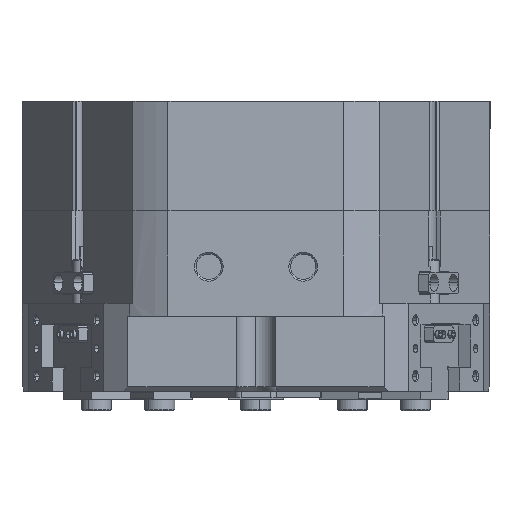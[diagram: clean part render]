
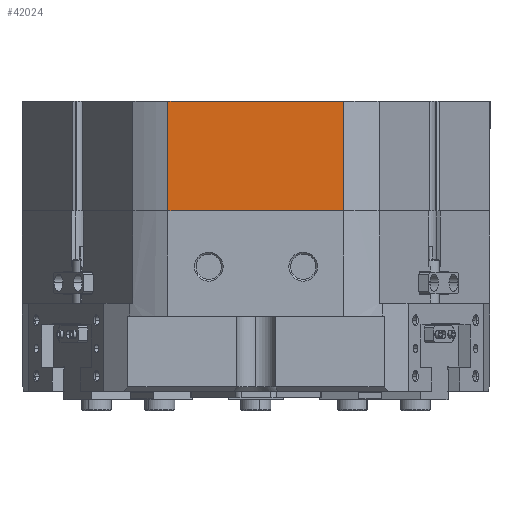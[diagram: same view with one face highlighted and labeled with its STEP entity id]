
A CAD part, left-side view. The second image highlights one B-rep face of the part: STEP entity #42024.
In plain terms, the highlighted face is planar.
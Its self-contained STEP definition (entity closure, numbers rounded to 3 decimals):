
#1666 = DIRECTION ( 'NONE',  ( 0., 0., 1. ) ) ;
#3316 = ORIENTED_EDGE ( 'NONE', *, *, #3444, .T. ) ;
#3444 = EDGE_CURVE ( 'NONE', #26395, #11883, #27568, .T. ) ;
#5179 = CARTESIAN_POINT ( 'NONE',  ( -40.988, 101., -1. ) ) ;
#9619 = CARTESIAN_POINT ( 'NONE',  ( 55.223, 101., 50.001 ) ) ;
#10318 = CARTESIAN_POINT ( 'NONE',  ( 40.988, 101., 50. ) ) ;
#10383 = VECTOR ( 'NONE', #15415, 1000. ) ;
#10860 = LINE ( 'NONE', #11696, #41501 ) ;
#11696 = CARTESIAN_POINT ( 'NONE',  ( 55.223, 101., 50. ) ) ;
#11883 = VERTEX_POINT ( 'NONE', #26718 ) ;
#12081 = LINE ( 'NONE', #22228, #32186 ) ;
#12745 = CARTESIAN_POINT ( 'NONE',  ( -40.988, 101., -1. ) ) ;
#12754 = DIRECTION ( 'NONE',  ( 0., -1., 0. ) ) ;
#15273 = DIRECTION ( 'NONE',  ( -1., 0., 0. ) ) ;
#15415 = DIRECTION ( 'NONE',  ( 1., 0., 0. ) ) ;
#16740 = EDGE_CURVE ( 'NONE', #38200, #11883, #40977, .T. ) ;
#22228 = CARTESIAN_POINT ( 'NONE',  ( -40.988, 101., 50. ) ) ;
#24318 = EDGE_LOOP ( 'NONE', ( #41880, #31024, #3316, #35162 ) ) ;
#25625 = EDGE_CURVE ( 'NONE', #38200, #29463, #12081, .T. ) ;
#26395 = VERTEX_POINT ( 'NONE', #10318 ) ;
#26718 = CARTESIAN_POINT ( 'NONE',  ( 40.988, 101., -1. ) ) ;
#27568 = LINE ( 'NONE', #42641, #31266 ) ;
#27819 = CARTESIAN_POINT ( 'NONE',  ( -40.988, 101., 50. ) ) ;
#29463 = VERTEX_POINT ( 'NONE', #27819 ) ;
#29756 = PLANE ( 'NONE',  #40436 ) ;
#31024 = ORIENTED_EDGE ( 'NONE', *, *, #34271, .F. ) ;
#31266 = VECTOR ( 'NONE', #36017, 1000. ) ;
#32186 = VECTOR ( 'NONE', #1666, 1000. ) ;
#34271 = EDGE_CURVE ( 'NONE', #26395, #29463, #10860, .T. ) ;
#35162 = ORIENTED_EDGE ( 'NONE', *, *, #16740, .F. ) ;
#35661 = FACE_OUTER_BOUND ( 'NONE', #24318, .T. ) ;
#36017 = DIRECTION ( 'NONE',  ( 0., 0., -1. ) ) ;
#36402 = DIRECTION ( 'NONE',  ( 0., 0., -1. ) ) ;
#38200 = VERTEX_POINT ( 'NONE', #12745 ) ;
#40436 = AXIS2_PLACEMENT_3D ( 'NONE', #9619, #12754, #36402 ) ;
#40977 = LINE ( 'NONE', #5179, #10383 ) ;
#41501 = VECTOR ( 'NONE', #15273, 1000. ) ;
#41880 = ORIENTED_EDGE ( 'NONE', *, *, #25625, .T. ) ;
#42024 = ADVANCED_FACE ( 'NONE', ( #35661 ), #29756, .F. ) ;
#42641 = CARTESIAN_POINT ( 'NONE',  ( 40.988, 101., 50. ) ) ;
